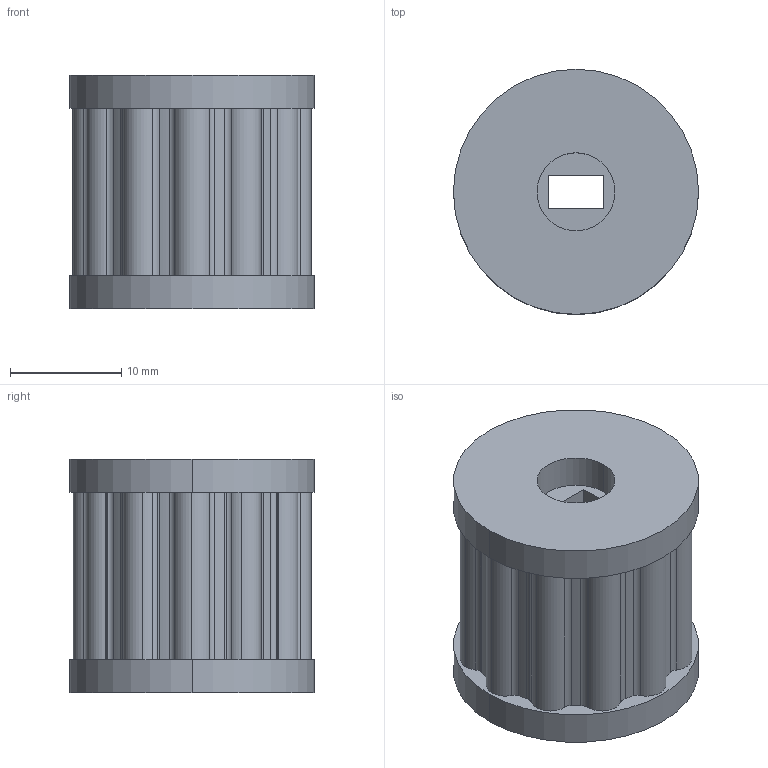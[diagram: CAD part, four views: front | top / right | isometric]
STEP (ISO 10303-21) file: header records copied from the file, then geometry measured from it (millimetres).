
FILE_DESCRIPTION (( 'STEP AP214' ), '1' );
FILE_NAME ('gir diameter 20.STEP', '2023-05-14T15:55:14', ( 'Carlios' ), ( '' ), 'SwSTEP 2.0', 'SolidWorks 2020', '' );
FILE_SCHEMA (( 'AUTOMOTIVE_DESIGN' ));
Length unit declared in the file: millimetre
Products named in the file (1): gir diameter 20
Bounding box: 22 x 22 x 21 mm (x, y, z)
Volume: 6644 mm3; surface area: 2721.1 mm2
Topology: 1 solids, 1 shells, 75 faces, 207 edges, 138 vertices
Faces by surface type: cylinder 65, plane 10
Entity records: 2509 total; most frequent: DIRECTION 489, CARTESIAN_POINT 421, ORIENTED_EDGE 414, EDGE_CURVE 207, AXIS2_PLACEMENT_3D 206, VERTEX_POINT 138, CIRCLE 130, EDGE_LOOP 81
